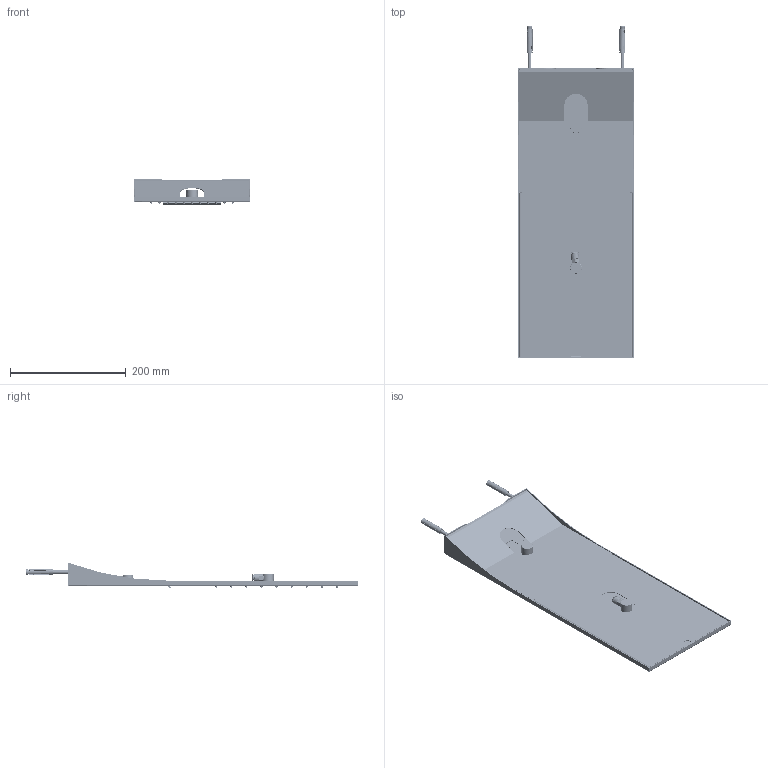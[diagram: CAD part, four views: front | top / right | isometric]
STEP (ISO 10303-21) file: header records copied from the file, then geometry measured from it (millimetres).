
FILE_DESCRIPTION(('HOOPS Exchange Step'),'2;1');
FILE_NAME('temp_export','2024-02-16T15:17:40+01:00',('CiBrutta'),('Shapr3D Limited'),'HOOPS Exchange 2023.2','Shapr3D','Authorized');
FILE_SCHEMA( ('AUTOMOTIVE_DESIGN { 1 0 10303 214 1 1 1 1 }') );
Length unit declared in the file: millimetre
Products named in the file (1342): 22280 <3501>; S.01006 <3516>; Importato 10; ASSEM1; Importato 12; Importato 14; Importato 16; Importato 18; S.00311; S.00311 <3493>; Importato 22; Importato 23; Importato 24; Importato 25; Importato 26; S.00311 <3485>; Importato 31; Importato 32; Importato 33; Importato 34; Importato 35; S.00311 <3459>; S.00108 <223>; Importato 42; S.01017b; S.01017b <137>; S.01017a <129>; S.01017 <138>; Importato 47; Importato 49; Importato 51; Importato 53; S.01030; S.01030 <126>; S.01019 <3008>; Importato 60; Importato 64; Importato 65; Importato 66; Importato 67 ...
Assembly tree (1341 placements, depth 7):
  root
    WLS3509.stp
      S.01006 <3516>
        22280 <3501>
      S.00311 <3493>
        ASSEM1
          Importato 10
        Importato 12
          Importato 12
        Importato 14
          Importato 14
        Importato 16
          Importato 16
        Importato 18
          Importato 18
        S.00311
      S.00311 <3485>
        ASSEM1
          Importato 22
        Importato 23
          Importato 23
        Importato 24
          Importato 24
        Importato 25
          Importato 25
        Importato 26
          Importato 26
        S.00311
      S.00311 <3459>
        ASSEM1
          Importato 31
        Importato 32
          Importato 32
        Importato 33
          Importato 33
        Importato 34
          Importato 34
        Importato 35
          Importato 35
        S.00311
      S.01019 <3008>
        S.00108 <223>
        S.01017 <138>
          S.01017b <137>
            ASSEM1
              Importato 42
            S.01017b
          S.01017a <129>
        S.01030 <126>
          ASSEM1
            Importato 47
          Importato 49
            Importato 49
          Importato 51
            Importato 51
          Importato 53
            Importato 53
          S.01030
      S.01019 <2734>
        S.00108 <223>
Bounding box: 200 x 572.7 x 43.89 mm (x, y, z)
Volume: 422151.3 mm3; surface area: 573432.4 mm2
Topology: 3 solids, 6 shells, 2788 faces, 6828 edges, 4383 vertices
Faces by surface type: torus 966, plane 848, cylinder 773, cone 159, sphere 28, bspline 8, extrusion 6
Full cylindrical faces by diameter (mm): 1.5 x99, 1.7 x99, 2.5 x2, 3 x6, 3.2 x3, 4.3 x6, 5 x103, 6 x12, 6.5 x2, 6.7 x3, 7.6 x2, 8 x2, 8.15 x1, 8.3 x1, 8.4 x2, 8.566 x3, 8.8 x2, 9.4 x1, 9.8 x4, 10 x103, 10.4 x2, 11.5 x2, 13 x1, 13.5 x1, 13.9 x3, 14.1 x2, 20 x2
Entity records: 114131 total; most frequent: CARTESIAN_POINT 19194, DIRECTION 19141, ORIENTED_EDGE 13604, AXIS2_PLACEMENT_3D 8538, EDGE_CURVE 6802, CIRCLE 4414, VERTEX_POINT 4383, EDGE_LOOP 3395
